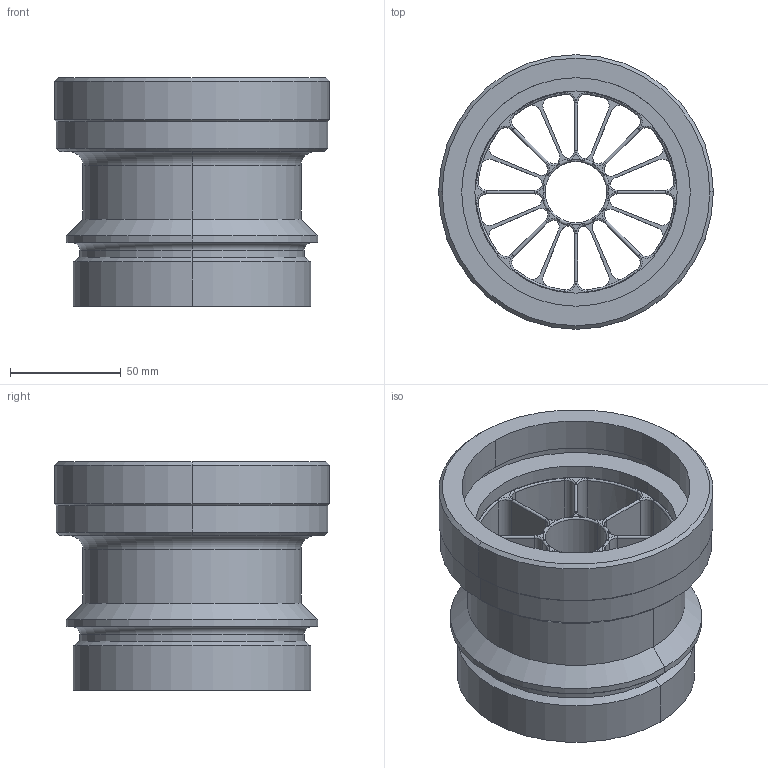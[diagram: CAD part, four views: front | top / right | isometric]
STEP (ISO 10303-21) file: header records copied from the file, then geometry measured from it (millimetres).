
FILE_DESCRIPTION((''),'2;1');
FILE_NAME('C42373_SW0001','2013-08-08T',('cknei'),(''),'PRO/ENGINEER BY PARAMETRIC TECHNOLOGY CORPORATION, 2011180','PRO/ENGINEER BY PARAMETRIC TECHNOLOGY CORPORATION, 2011180','');
FILE_SCHEMA(('CONFIG_CONTROL_DESIGN'));
Length unit declared in the file: inch
Products named in the file (1): C42373_SW0001
Bounding box: 123.95 x 123.95 x 103.17 mm (x, y, z)
Surface area: 130571.5 mm2 (no closed solid volume)
Topology: 0 solids, 2 shells, 298 faces, 814 edges, 490 vertices
Faces by surface type: cylinder 126, torus 88, plane 70, cone 14
Entity records: 9713 total; most frequent: DIRECTION 1868, CARTESIAN_POINT 1794, ORIENTED_EDGE 1624, EDGE_CURVE 814, AXIS2_PLACEMENT_3D 812, CIRCLE 514, VERTEX_POINT 490, EDGE_LOOP 304
